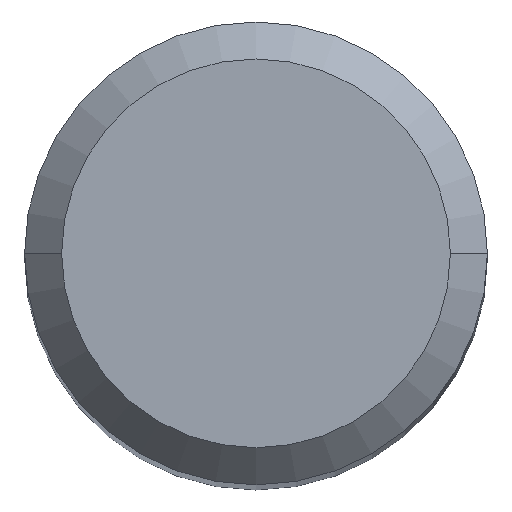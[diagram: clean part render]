
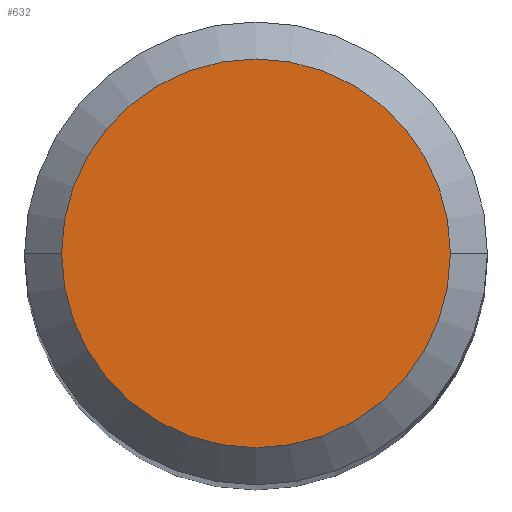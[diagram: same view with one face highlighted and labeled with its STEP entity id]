
A CAD part, top view. The second image highlights one B-rep face of the part: STEP entity #632.
In plain terms, the highlighted planar face has unit normal (0, 0, 1).
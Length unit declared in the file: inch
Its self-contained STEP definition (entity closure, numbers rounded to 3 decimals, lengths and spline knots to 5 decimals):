
#45 = ORIENTED_EDGE ( 'NONE', *, *, #467, .T. ) ;
#77 = CARTESIAN_POINT ( 'NONE',  ( 0., 0., 0. ) ) ;
#86 = CIRCLE ( 'NONE', #388, 0.105 ) ;
#97 = VERTEX_POINT ( 'NONE', #160 ) ;
#116 = DIRECTION ( 'NONE',  ( -1., 0., 0. ) ) ;
#139 = EDGE_LOOP ( 'NONE', ( #45, #146 ) ) ;
#146 = ORIENTED_EDGE ( 'NONE', *, *, #266, .T. ) ;
#160 = CARTESIAN_POINT ( 'NONE',  ( -0.105, 0., 0. ) ) ;
#162 = PLANE ( 'NONE',  #350 ) ;
#167 = AXIS2_PLACEMENT_3D ( 'NONE', #621, #521, #379 ) ;
#266 = EDGE_CURVE ( 'NONE', #542, #97, #86, .T. ) ;
#268 = DIRECTION ( 'NONE',  ( 1., 0., 0. ) ) ;
#350 = AXIS2_PLACEMENT_3D ( 'NONE', #354, #602, #116 ) ;
#354 = CARTESIAN_POINT ( 'NONE',  ( 0., 0.105, 0. ) ) ;
#378 = CIRCLE ( 'NONE', #167, 0.105 ) ;
#379 = DIRECTION ( 'NONE',  ( 1., 0., 0. ) ) ;
#388 = AXIS2_PLACEMENT_3D ( 'NONE', #77, #573, #268 ) ;
#445 = CARTESIAN_POINT ( 'NONE',  ( 0.105, 0., 0. ) ) ;
#454 = FACE_OUTER_BOUND ( 'NONE', #139, .T. ) ;
#467 = EDGE_CURVE ( 'NONE', #97, #542, #378, .T. ) ;
#521 = DIRECTION ( 'NONE',  ( 0., 0., 1. ) ) ;
#542 = VERTEX_POINT ( 'NONE', #445 ) ;
#573 = DIRECTION ( 'NONE',  ( 0., 0., 1. ) ) ;
#602 = DIRECTION ( 'NONE',  ( 0., 0., -1. ) ) ;
#621 = CARTESIAN_POINT ( 'NONE',  ( 0., 0., 0. ) ) ;
#632 = ADVANCED_FACE ( 'NONE', ( #454 ), #162, .F. ) ;
